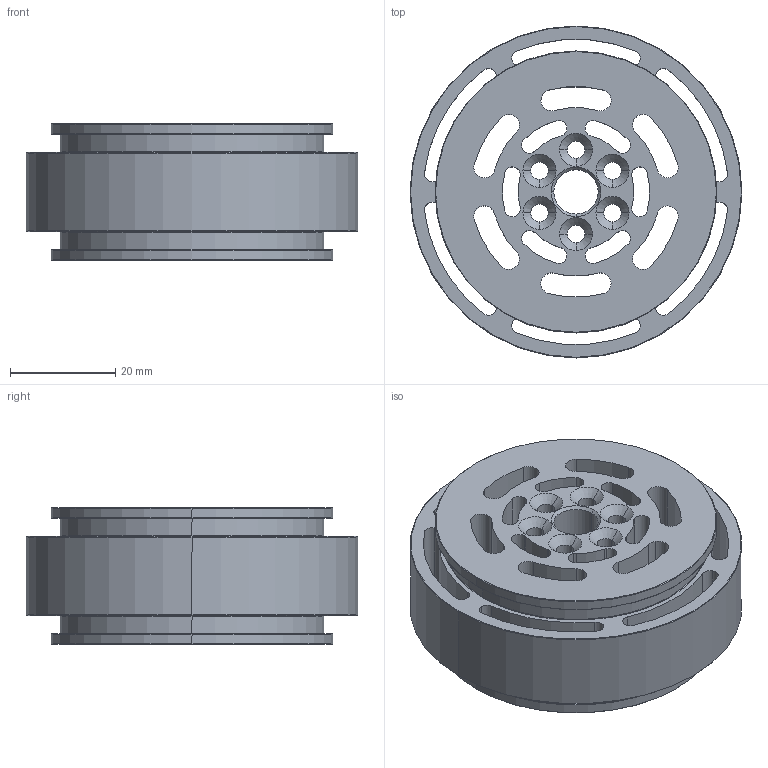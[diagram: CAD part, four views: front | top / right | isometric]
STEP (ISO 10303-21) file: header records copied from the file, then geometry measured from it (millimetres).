
FILE_DESCRIPTION (( 'STEP AP203' ), '1' );
FILE_NAME ('謫麇.STEP', '2025-07-08T14:44:09', ( '' ), ( '' ), 'SwSTEP 2.0', 'SolidWorks 2021', '' );
FILE_SCHEMA (( 'CONFIG_CONTROL_DESIGN' ));
Length unit declared in the file: millimetre
Products named in the file (1): 謫麇
Bounding box: 63 x 63 x 26 mm (x, y, z)
Volume: 33926.9 mm3; surface area: 20689.3 mm2
Topology: 1 solids, 1 shells, 210 faces, 559 edges, 356 vertices
Faces by surface type: cylinder 128, cone 75, plane 7
Entity records: 6856 total; most frequent: DIRECTION 1337, CARTESIAN_POINT 1126, ORIENTED_EDGE 1118, AXIS2_PLACEMENT_3D 567, EDGE_CURVE 559, CIRCLE 356, VERTEX_POINT 356, EDGE_LOOP 265
